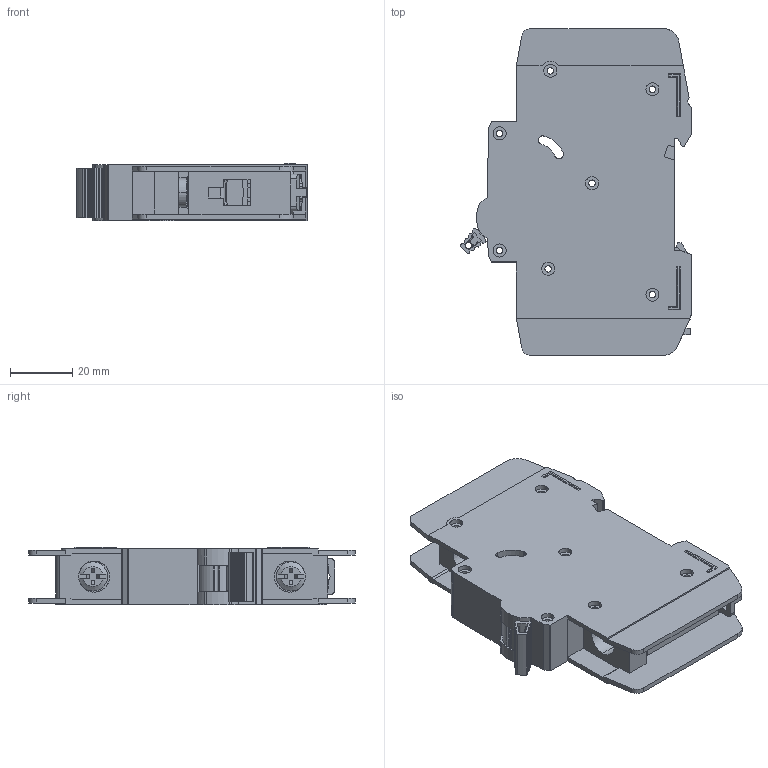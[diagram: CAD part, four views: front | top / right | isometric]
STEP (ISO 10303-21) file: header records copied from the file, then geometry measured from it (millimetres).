
FILE_DESCRIPTION (( 'STEP AP203' ), '1' );
FILE_NAME ('GMCBU-1D-40.step', '2020-06-16T21:21:03', ( '' ), ( '' ), 'SwSTEP 2.0', 'SolidWorks 2019', '' );
FILE_SCHEMA (( 'CONFIG_CONTROL_DESIGN' ));
Length unit declared in the file: inch
Products named in the file (1): GMCBU-1D-40
Bounding box: 74.12 x 105 x 18.4 mm (x, y, z)
Volume: 79160.9 mm3; surface area: 34144.4 mm2
Topology: 9 solids, 9 shells, 1118 faces, 3130 edges, 1990 vertices
Faces by surface type: plane 706, cylinder 342, bspline 64, cone 6
Entity records: 37051 total; most frequent: CARTESIAN_POINT 8297, ORIENTED_EDGE 6156, DIRECTION 5809, EDGE_CURVE 3078, LINE 2257, VECTOR 2257, VERTEX_POINT 1990, AXIS2_PLACEMENT_3D 1776
